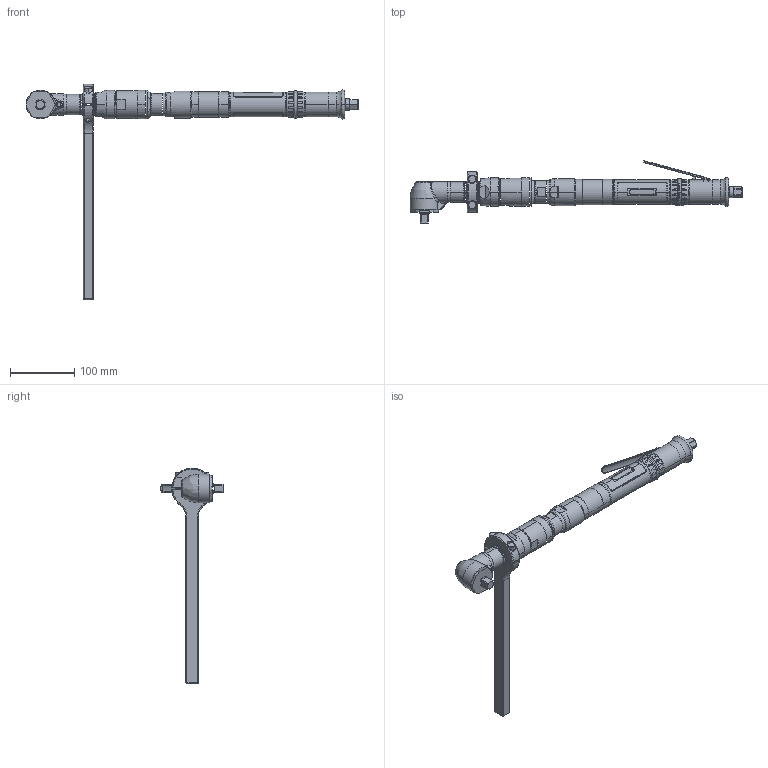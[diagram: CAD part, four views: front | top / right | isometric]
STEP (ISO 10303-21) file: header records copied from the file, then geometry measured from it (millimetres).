
FILE_DESCRIPTION((''),'2;1');
FILE_NAME('AA33LA22A-118','2011-11-10T',('FSM0202'),(''),'PRO/ENGINEER BY PARAMETRIC TECHNOLOGY CORPORATION, 2010430','PRO/ENGINEER BY PARAMETRIC TECHNOLOGY CORPORATION, 2010430','');
FILE_SCHEMA(('CONFIG_CONTROL_DESIGN'));
Products named in the file (1): AA33LA22A-118
Bounding box: 518.13 x 97.68 x 336.55 mm (x, y, z)
Surface area: 115913.8 mm2 (no closed solid volume)
Topology: 0 solids, 177 shells, 570 faces, 2304 edges, 1851 vertices
Faces by surface type: cylinder 281, plane 165, bspline 69, torus 34, cone 17, sphere 4
Entity records: 50524 total; most frequent: CARTESIAN_POINT 33413, DIRECTION 3225, ORIENTED_EDGE 3070, EDGE_CURVE 2304, VERTEX_POINT 1851, AXIS2_PLACEMENT_3D 1202, VECTOR 821, LINE 821
